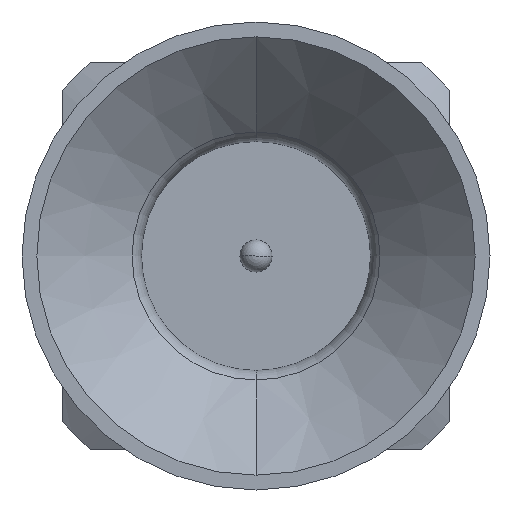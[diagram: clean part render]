
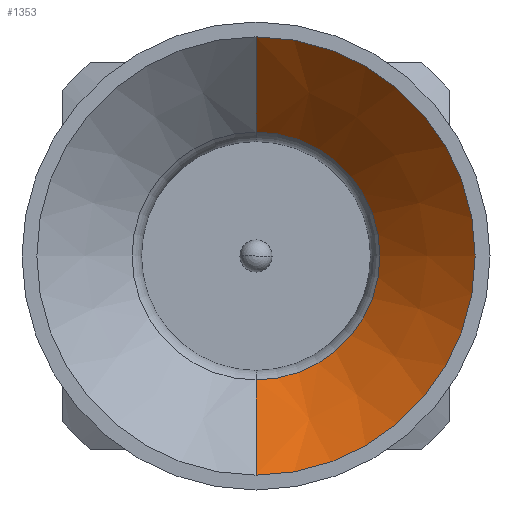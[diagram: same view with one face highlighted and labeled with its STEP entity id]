
A CAD part, left-side view. The second image highlights one B-rep face of the part: STEP entity #1353.
In plain terms, the highlighted conical face has half-angle 45 degrees and reference radius 2.662 mm.
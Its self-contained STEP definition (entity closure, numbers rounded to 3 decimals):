
#426=CARTESIAN_POINT('',(0.,0.,0.));
#427=DIRECTION('',(-1.,0.,0.));
#428=DIRECTION('',(0.,0.,-1.));
#429=AXIS2_PLACEMENT_3D('',#426,#427,#428);
#436=CARTESIAN_POINT('',(1.477,0.,0.));
#437=DIRECTION('',(-1.,0.,0.));
#438=DIRECTION('',(0.,0.,-1.));
#439=AXIS2_PLACEMENT_3D('',#436,#437,#438);
#441=DIRECTION('',(-0.707,0.,0.707));
#442=VECTOR('',#441,2.089);
#443=CARTESIAN_POINT('',(1.477,0.,1.923));
#444=LINE('',#443,#442);
#450=DIRECTION('',(-0.707,0.,-0.707));
#451=VECTOR('',#450,2.089);
#452=CARTESIAN_POINT('',(1.477,0.,-1.923));
#453=LINE('',#452,#451);
#657=CARTESIAN_POINT('',(1.477,0.,-1.923));
#658=VERTEX_POINT('',#657);
#663=CARTESIAN_POINT('',(1.477,0.,1.923));
#664=VERTEX_POINT('',#663);
#665=CARTESIAN_POINT('',(0.,0.,-3.4));
#666=CARTESIAN_POINT('',(0.,0.,3.4));
#667=VERTEX_POINT('',#665);
#668=VERTEX_POINT('',#666);
#1339=CARTESIAN_POINT('',(0.739,0.,0.));
#1340=DIRECTION('',(-1.,0.,0.));
#1341=DIRECTION('',(0.,0.,-1.));
#1342=AXIS2_PLACEMENT_3D('',#1339,#1340,#1341);
#1343=CONICAL_SURFACE('',#1342,2.661,45.);
#1344=ORIENTED_EDGE('',*,*,#1320,.F.);
#1346=ORIENTED_EDGE('',*,*,#1345,.F.);
#1348=ORIENTED_EDGE('',*,*,#1347,.T.);
#1350=ORIENTED_EDGE('',*,*,#1349,.T.);
#1351=EDGE_LOOP('',(#1344,#1346,#1348,#1350));
#1352=FACE_OUTER_BOUND('',#1351,.F.);
#1353=ADVANCED_FACE('',(#1352),#1343,.F.);
#430=CIRCLE('',#429,3.4);
#440=CIRCLE('',#439,1.923);
#1320=EDGE_CURVE('',#667,#668,#430,.T.);
#1345=EDGE_CURVE('',#658,#667,#453,.T.);
#1347=EDGE_CURVE('',#658,#664,#440,.T.);
#1349=EDGE_CURVE('',#664,#668,#444,.T.);
